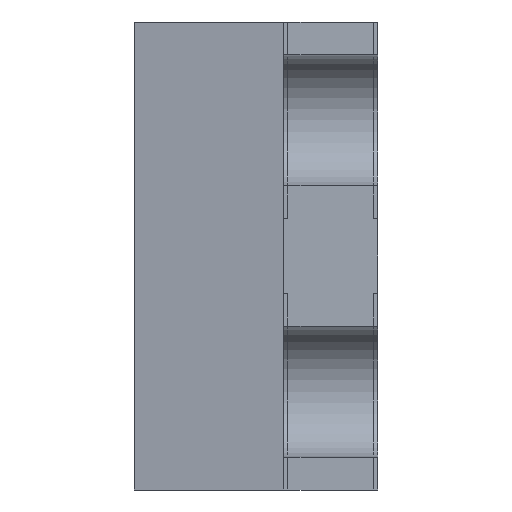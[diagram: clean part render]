
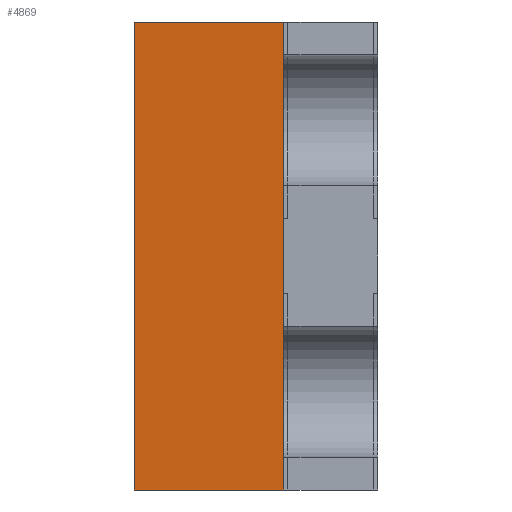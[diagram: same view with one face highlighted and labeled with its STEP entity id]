
A CAD part, left-side view. The second image highlights one B-rep face of the part: STEP entity #4869.
In plain terms, the highlighted planar face has unit normal (-0.992, 0.124, 0).
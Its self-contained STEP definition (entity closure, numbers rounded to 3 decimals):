
#3662 = VERTEX_POINT ( 'NONE', #6866 ) ;
#3667 = VERTEX_POINT ( 'NONE', #6871 ) ;
#3668 = VERTEX_POINT ( 'NONE', #6872 ) ;
#3670 = VERTEX_POINT ( 'NONE', #6874 ) ;
#4164 = ORIENTED_EDGE ( 'NONE', *, *, #4858, .T. ) ;
#4165 = ORIENTED_EDGE ( 'NONE', *, *, #4851, .F. ) ;
#4166 = ORIENTED_EDGE ( 'NONE', *, *, #4850, .F. ) ;
#4167 = ORIENTED_EDGE ( 'NONE', *, *, #4859, .T. ) ;
#4850 = EDGE_CURVE ( 'NONE', #3668, #3670, #9008, .T. ) ;
#4851 = EDGE_CURVE ( 'NONE', #3667, #3668, #9011, .T. ) ;
#4858 = EDGE_CURVE ( 'NONE', #3662, #3670, #9032, .T. ) ;
#4859 = EDGE_CURVE ( 'NONE', #3667, #3662, #9035, .T. ) ;
#4869 = ADVANCED_FACE ( 'NONE', ( #9770 ), #9071, .F. ) ;
#6866 = CARTESIAN_POINT ( 'NONE',  ( -0.55, 0.525, -0.625 ) ) ;
#6871 = CARTESIAN_POINT ( 'NONE',  ( -0.55, 0.525, 0.625 ) ) ;
#6872 = CARTESIAN_POINT ( 'NONE',  ( -0.6, 0.125, 0.625 ) ) ;
#6874 = CARTESIAN_POINT ( 'NONE',  ( -0.6, 0.125, -0.625 ) ) ;
#9008 = LINE ( 'NONE', #9009, #9744 ) ;
#9009 = CARTESIAN_POINT ( 'NONE',  ( -0.6, 0.125, 0.625 ) ) ;
#9010 = DIRECTION ( 'NONE',  ( 0., 0., -1. ) ) ;
#9011 = LINE ( 'NONE', #9012, #9745 ) ;
#9012 = CARTESIAN_POINT ( 'NONE',  ( -0.764, -1.189, 0.625 ) ) ;
#9013 = DIRECTION ( 'NONE',  ( -0.124, -0.992, 0. ) ) ;
#9032 = LINE ( 'NONE', #9033, #9753 ) ;
#9033 = CARTESIAN_POINT ( 'NONE',  ( -0.764, -1.189, -0.625 ) ) ;
#9034 = DIRECTION ( 'NONE',  ( -0.124, -0.992, 0. ) ) ;
#9035 = LINE ( 'NONE', #9036, #9754 ) ;
#9036 = CARTESIAN_POINT ( 'NONE',  ( -0.55, 0.525, 0.625 ) ) ;
#9037 = DIRECTION ( 'NONE',  ( 0., 0., -1. ) ) ;
#9071 = PLANE ( 'NONE',  #9773 ) ;
#9072 = CARTESIAN_POINT ( 'NONE',  ( -0.764, -1.189, 0.625 ) ) ;
#9073 = DIRECTION ( 'NONE',  ( 0.992, -0.124, 0. ) ) ;
#9074 = DIRECTION ( 'NONE',  ( 0.124, 0.992, 0. ) ) ;
#9744 = VECTOR ( 'NONE', #9010, 1000. ) ;
#9745 = VECTOR ( 'NONE', #9013, 1000. ) ;
#9753 = VECTOR ( 'NONE', #9034, 1000. ) ;
#9754 = VECTOR ( 'NONE', #9037, 1000. ) ;
#9770 = FACE_OUTER_BOUND ( 'NONE', #12392, .T. ) ;
#9773 = AXIS2_PLACEMENT_3D ( 'NONE', #9072, #9073, #9074 ) ;
#12392 = EDGE_LOOP ( 'NONE', ( #4164, #4166, #4165, #4167 ) ) ;
